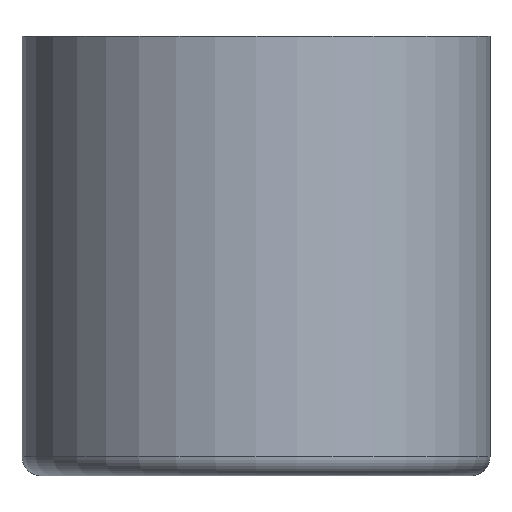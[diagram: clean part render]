
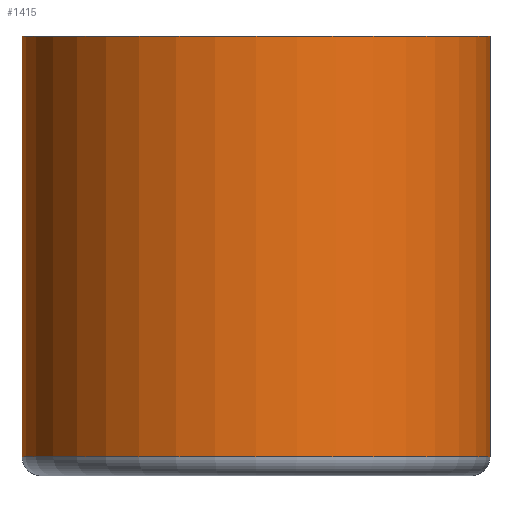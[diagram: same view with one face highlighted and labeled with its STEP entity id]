
A CAD part, front view. The second image highlights one B-rep face of the part: STEP entity #1415.
In plain terms, the highlighted cylindrical face has radius 24.5 mm (diameter 49 mm), a full revolution.
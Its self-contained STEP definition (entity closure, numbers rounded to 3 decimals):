
#41=CIRCLE('',#1516,24.5);
#42=CIRCLE('',#1517,24.5);
#43=CIRCLE('',#1518,24.5);
#149=FACE_OUTER_BOUND('',#227,.T.);
#227=EDGE_LOOP('',(#1003,#1004,#1005,#1006,#1007));
#323=LINE('',#2118,#478);
#478=VECTOR('',#1663,24.5);
#649=VERTEX_POINT('',#2115);
#650=VERTEX_POINT('',#2117);
#651=VERTEX_POINT('',#2119);
#788=EDGE_CURVE('',#649,#649,#41,.T.);
#789=EDGE_CURVE('',#649,#650,#323,.T.);
#790=EDGE_CURVE('',#651,#650,#42,.T.);
#791=EDGE_CURVE('',#650,#651,#43,.T.);
#1003=ORIENTED_EDGE('',*,*,#788,.F.);
#1004=ORIENTED_EDGE('',*,*,#789,.T.);
#1005=ORIENTED_EDGE('',*,*,#790,.F.);
#1006=ORIENTED_EDGE('',*,*,#791,.F.);
#1007=ORIENTED_EDGE('',*,*,#789,.F.);
#1399=CYLINDRICAL_SURFACE('',#1515,24.5);
#1415=ADVANCED_FACE('',(#149),#1399,.T.);
#1515=AXIS2_PLACEMENT_3D('',#2114,#1659,#1660);
#1516=AXIS2_PLACEMENT_3D('',#2116,#1661,#1662);
#1517=AXIS2_PLACEMENT_3D('',#2120,#1664,#1665);
#1518=AXIS2_PLACEMENT_3D('',#2121,#1666,#1667);
#1659=DIRECTION('center_axis',(0.,0.,1.));
#1660=DIRECTION('ref_axis',(1.,0.,0.));
#1661=DIRECTION('center_axis',(0.,0.,1.));
#1662=DIRECTION('ref_axis',(1.,0.,0.));
#1663=DIRECTION('',(0.,0.,-1.));
#1664=DIRECTION('center_axis',(0.,0.,-1.));
#1665=DIRECTION('ref_axis',(1.,0.,0.));
#1666=DIRECTION('center_axis',(0.,0.,-1.));
#1667=DIRECTION('ref_axis',(1.,0.,0.));
#2114=CARTESIAN_POINT('Origin',(0.,0.,0.));
#2115=CARTESIAN_POINT('',(-24.5,0.,3.));
#2116=CARTESIAN_POINT('Origin',(0.,0.,3.));
#2117=CARTESIAN_POINT('',(-24.5,0.,-41.));
#2118=CARTESIAN_POINT('',(-24.5,0.,0.));
#2119=CARTESIAN_POINT('',(24.5,0.,-41.));
#2120=CARTESIAN_POINT('Origin',(0.,0.,-41.));
#2121=CARTESIAN_POINT('Origin',(0.,0.,-41.));
